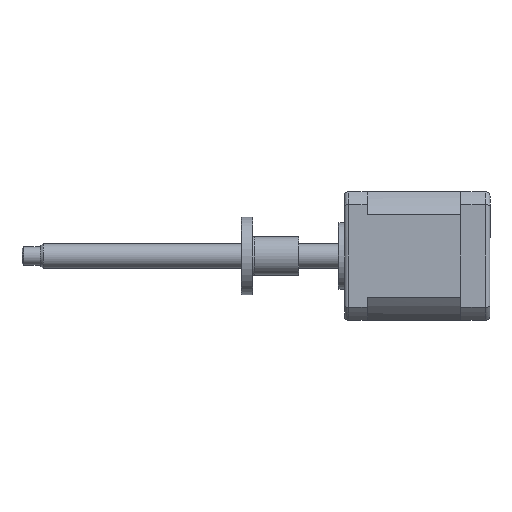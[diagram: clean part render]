
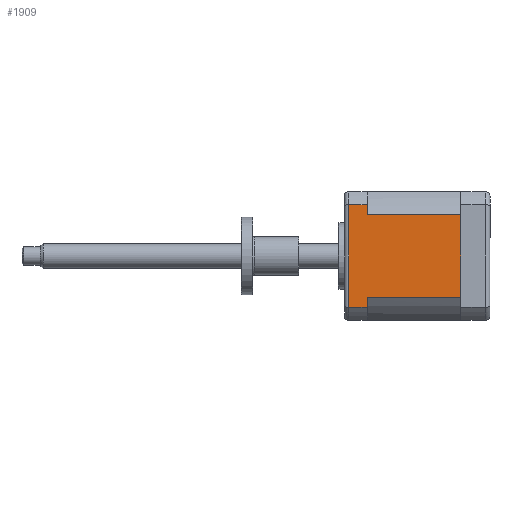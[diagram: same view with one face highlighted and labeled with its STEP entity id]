
A CAD part, left-side view. The second image highlights one B-rep face of the part: STEP entity #1909.
In plain terms, the highlighted planar face has unit normal (-1, 0, 0).
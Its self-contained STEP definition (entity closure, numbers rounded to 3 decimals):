
#184 = ORIENTED_EDGE ( 'NONE', *, *, #9703, .T. ) ;
#476 = FACE_OUTER_BOUND ( 'NONE', #8157, .T. ) ;
#645 = CARTESIAN_POINT ( 'NONE',  ( -38.681, -34.058, 19.756 ) ) ;
#833 = VECTOR ( 'NONE', #7389, 1000. ) ;
#841 = ORIENTED_EDGE ( 'NONE', *, *, #2049, .F. ) ;
#880 = CARTESIAN_POINT ( 'NONE',  ( -38.681, -3.358, 16.504 ) ) ;
#930 = DIRECTION ( 'NONE',  ( 0., 0., 1. ) ) ;
#1215 = ORIENTED_EDGE ( 'NONE', *, *, #3745, .T. ) ;
#1302 = LINE ( 'NONE', #645, #7297 ) ;
#1415 = DIRECTION ( 'NONE',  ( 0., 1., 0. ) ) ;
#1554 = CARTESIAN_POINT ( 'NONE',  ( -38.681, -34.058, 46.944 ) ) ;
#1787 = CARTESIAN_POINT ( 'NONE',  ( -38.681, 2.792, 50.196 ) ) ;
#1909 = ADVANCED_FACE ( 'NONE', ( #476 ), #6338, .F. ) ;
#2049 = EDGE_CURVE ( 'NONE', #7713, #3756, #3118, .T. ) ;
#2079 = EDGE_CURVE ( 'NONE', #7713, #8110, #7052, .T. ) ;
#2150 = EDGE_CURVE ( 'NONE', #6449, #3756, #8625, .T. ) ;
#2169 = CARTESIAN_POINT ( 'NONE',  ( -38.681, -3.358, 50.196 ) ) ;
#2372 = VECTOR ( 'NONE', #9284, 1000. ) ;
#2575 = CARTESIAN_POINT ( 'NONE',  ( -38.681, -3.358, 46.944 ) ) ;
#2660 = ORIENTED_EDGE ( 'NONE', *, *, #2150, .T. ) ;
#2664 = EDGE_CURVE ( 'NONE', #6394, #8110, #1302, .T. ) ;
#2973 = CARTESIAN_POINT ( 'NONE',  ( -38.681, 2.792, 16.504 ) ) ;
#3038 = ORIENTED_EDGE ( 'NONE', *, *, #5149, .F. ) ;
#3118 = LINE ( 'NONE', #4255, #5707 ) ;
#3156 = ORIENTED_EDGE ( 'NONE', *, *, #2079, .T. ) ;
#3221 = CARTESIAN_POINT ( 'NONE',  ( -38.681, -34.058, 19.756 ) ) ;
#3463 = LINE ( 'NONE', #3703, #7383 ) ;
#3703 = CARTESIAN_POINT ( 'NONE',  ( -38.681, -3.358, 50.196 ) ) ;
#3745 = EDGE_CURVE ( 'NONE', #4997, #4376, #3463, .T. ) ;
#3756 = VERTEX_POINT ( 'NONE', #2973 ) ;
#3786 = VECTOR ( 'NONE', #5973, 1000. ) ;
#3851 = CARTESIAN_POINT ( 'NONE',  ( -38.681, 2.792, 16.504 ) ) ;
#3926 = CARTESIAN_POINT ( 'NONE',  ( -38.681, -3.358, 19.756 ) ) ;
#4255 = CARTESIAN_POINT ( 'NONE',  ( -38.681, -4.958, 16.504 ) ) ;
#4376 = VERTEX_POINT ( 'NONE', #2169 ) ;
#4961 = CARTESIAN_POINT ( 'NONE',  ( -38.681, -34.058, 46.944 ) ) ;
#4997 = VERTEX_POINT ( 'NONE', #2575 ) ;
#5011 = DIRECTION ( 'NONE',  ( 0., 1., 0. ) ) ;
#5149 = EDGE_CURVE ( 'NONE', #6780, #6394, #9728, .T. ) ;
#5584 = DIRECTION ( 'NONE',  ( 1., 0., 0. ) ) ;
#5707 = VECTOR ( 'NONE', #5011, 1000. ) ;
#5733 = LINE ( 'NONE', #4961, #7790 ) ;
#5789 = AXIS2_PLACEMENT_3D ( 'NONE', #3221, #5584, #930 ) ;
#5973 = DIRECTION ( 'NONE',  ( 0., 0., -1. ) ) ;
#6155 = CARTESIAN_POINT ( 'NONE',  ( -38.681, -4.958, 50.196 ) ) ;
#6338 = PLANE ( 'NONE',  #5789 ) ;
#6394 = VERTEX_POINT ( 'NONE', #7195 ) ;
#6449 = VERTEX_POINT ( 'NONE', #1787 ) ;
#6695 = VECTOR ( 'NONE', #7716, 1000. ) ;
#6780 = VERTEX_POINT ( 'NONE', #1554 ) ;
#7052 = LINE ( 'NONE', #8948, #833 ) ;
#7195 = CARTESIAN_POINT ( 'NONE',  ( -38.681, -34.058, 19.756 ) ) ;
#7297 = VECTOR ( 'NONE', #1415, 1000. ) ;
#7383 = VECTOR ( 'NONE', #8417, 1000. ) ;
#7389 = DIRECTION ( 'NONE',  ( 0., 0., 1. ) ) ;
#7512 = CARTESIAN_POINT ( 'NONE',  ( -38.681, -34.058, 19.756 ) ) ;
#7713 = VERTEX_POINT ( 'NONE', #880 ) ;
#7716 = DIRECTION ( 'NONE',  ( 0., 1., 0. ) ) ;
#7790 = VECTOR ( 'NONE', #9599, 1000. ) ;
#7848 = EDGE_CURVE ( 'NONE', #6780, #4997, #5733, .T. ) ;
#8110 = VERTEX_POINT ( 'NONE', #3926 ) ;
#8157 = EDGE_LOOP ( 'NONE', ( #8161, #1215, #184, #2660, #841, #3156, #9481, #3038 ) ) ;
#8161 = ORIENTED_EDGE ( 'NONE', *, *, #7848, .T. ) ;
#8417 = DIRECTION ( 'NONE',  ( 0., 0., 1. ) ) ;
#8625 = LINE ( 'NONE', #3851, #2372 ) ;
#8948 = CARTESIAN_POINT ( 'NONE',  ( -38.681, -3.358, 50.196 ) ) ;
#9227 = LINE ( 'NONE', #6155, #6695 ) ;
#9284 = DIRECTION ( 'NONE',  ( 0., 0., -1. ) ) ;
#9481 = ORIENTED_EDGE ( 'NONE', *, *, #2664, .F. ) ;
#9599 = DIRECTION ( 'NONE',  ( 0., 1., 0. ) ) ;
#9703 = EDGE_CURVE ( 'NONE', #4376, #6449, #9227, .T. ) ;
#9728 = LINE ( 'NONE', #7512, #3786 ) ;
